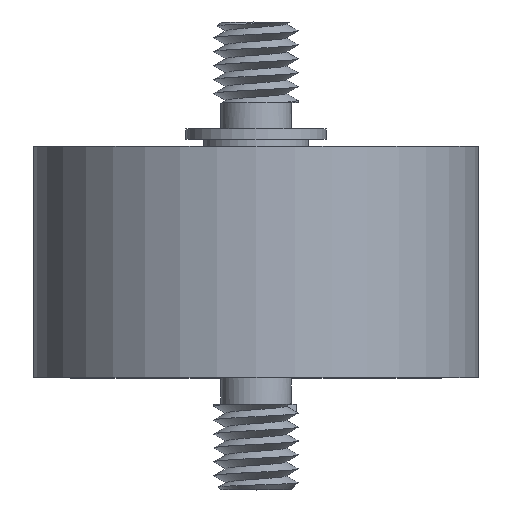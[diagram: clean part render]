
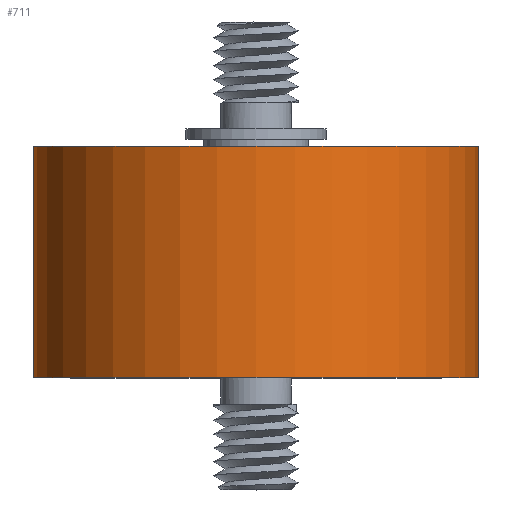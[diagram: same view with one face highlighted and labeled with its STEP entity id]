
A CAD part, top view. The second image highlights one B-rep face of the part: STEP entity #711.
In plain terms, the highlighted cylindrical face has radius 12.7 mm (diameter 25.4 mm), a full revolution.
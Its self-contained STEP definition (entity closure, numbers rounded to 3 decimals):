
#34=FACE_BOUND('',#98,.T.);
#57=FACE_OUTER_BOUND('',#97,.T.);
#97=EDGE_LOOP('',(#528,#529,#530,#531,#532,#533));
#98=EDGE_LOOP('',(#534,#535));
#144=CIRCLE('',#781,12.7);
#145=CIRCLE('',#782,12.7);
#146=CIRCLE('',#783,12.7);
#147=CIRCLE('',#784,12.7);
#187=B_SPLINE_CURVE_WITH_KNOTS('',3,(#1776,#1777,#1778,#1779,#1780,#1781,
#1782,#1783,#1784,#1785,#1786,#1787,#1788,#1789,#1790,#1791,#1792,#1793,
#1794,#1795,#1796,#1797,#1798,#1799,#1800,#1801),.UNSPECIFIED.,.F.,.F.,
(4,2,2,2,2,2,2,2,2,2,2,2,4),(0.762,0.953,1.143,
1.334,1.525,1.716,1.906,2.097,
2.287,2.478,2.668,2.859,3.05),
 .UNSPECIFIED.);
#188=B_SPLINE_CURVE_WITH_KNOTS('',3,(#1803,#1804,#1805,#1806,#1807,#1808,
#1809,#1810,#1811,#1812),.UNSPECIFIED.,.F.,.F.,(4,2,2,2,4),(3.05,
3.24,3.431,3.622,3.812),
 .UNSPECIFIED.);
#216=LINE('',#1829,#253);
#253=VECTOR('',#906,12.7);
#310=VERTEX_POINT('',#1774);
#311=VERTEX_POINT('',#1775);
#316=VERTEX_POINT('',#1824);
#317=VERTEX_POINT('',#1825);
#318=VERTEX_POINT('',#1828);
#319=VERTEX_POINT('',#1830);
#397=EDGE_CURVE('',#310,#311,#187,.T.);
#399=EDGE_CURVE('',#311,#310,#188,.T.);
#405=EDGE_CURVE('',#316,#317,#144,.T.);
#406=EDGE_CURVE('',#317,#316,#145,.T.);
#407=EDGE_CURVE('',#317,#318,#216,.T.);
#408=EDGE_CURVE('',#318,#319,#146,.T.);
#409=EDGE_CURVE('',#319,#318,#147,.T.);
#528=ORIENTED_EDGE('',*,*,#405,.F.);
#529=ORIENTED_EDGE('',*,*,#406,.F.);
#530=ORIENTED_EDGE('',*,*,#407,.T.);
#531=ORIENTED_EDGE('',*,*,#408,.T.);
#532=ORIENTED_EDGE('',*,*,#409,.T.);
#533=ORIENTED_EDGE('',*,*,#407,.F.);
#534=ORIENTED_EDGE('',*,*,#397,.F.);
#535=ORIENTED_EDGE('',*,*,#399,.F.);
#690=CYLINDRICAL_SURFACE('',#780,12.7);
#711=ADVANCED_FACE('',(#57,#34),#690,.T.);
#780=AXIS2_PLACEMENT_3D('',#1823,#900,#901);
#781=AXIS2_PLACEMENT_3D('',#1826,#902,#903);
#782=AXIS2_PLACEMENT_3D('',#1827,#904,#905);
#783=AXIS2_PLACEMENT_3D('',#1831,#907,#908);
#784=AXIS2_PLACEMENT_3D('',#1832,#909,#910);
#900=DIRECTION('center_axis',(0.,-1.,0.));
#901=DIRECTION('ref_axis',(0.,0.,-1.));
#902=DIRECTION('center_axis',(0.,-1.,0.));
#903=DIRECTION('ref_axis',(0.,0.,-1.));
#904=DIRECTION('center_axis',(0.,-1.,0.));
#905=DIRECTION('ref_axis',(0.,0.,-1.));
#906=DIRECTION('',(0.,1.,0.));
#907=DIRECTION('center_axis',(0.,-1.,0.));
#908=DIRECTION('ref_axis',(0.,0.,-1.));
#909=DIRECTION('center_axis',(0.,-1.,0.));
#910=DIRECTION('ref_axis',(0.,0.,-1.));
#1774=CARTESIAN_POINT('',(0.,18.,-12.7));
#1775=CARTESIAN_POINT('',(-5.,13.,-11.674));
#1776=CARTESIAN_POINT('Ctrl Pts',(0.,18.,-12.7));
#1777=CARTESIAN_POINT('Ctrl Pts',(0.635,18.,-12.7));
#1778=CARTESIAN_POINT('Ctrl Pts',(1.308,17.872,-12.648));
#1779=CARTESIAN_POINT('Ctrl Pts',(2.538,17.359,-12.459));
#1780=CARTESIAN_POINT('Ctrl Pts',(3.096,16.975,-12.325));
#1781=CARTESIAN_POINT('Ctrl Pts',(3.976,16.095,-12.07));
#1782=CARTESIAN_POINT('Ctrl Pts',(4.359,15.538,-11.932));
#1783=CARTESIAN_POINT('Ctrl Pts',(4.872,14.308,-11.732));
#1784=CARTESIAN_POINT('Ctrl Pts',(5.,13.636,-11.674));
#1785=CARTESIAN_POINT('Ctrl Pts',(5.,12.364,-11.674));
#1786=CARTESIAN_POINT('Ctrl Pts',(4.872,11.692,-11.732));
#1787=CARTESIAN_POINT('Ctrl Pts',(4.359,10.462,-11.932));
#1788=CARTESIAN_POINT('Ctrl Pts',(3.976,9.905,-12.07));
#1789=CARTESIAN_POINT('Ctrl Pts',(3.096,9.025,-12.325));
#1790=CARTESIAN_POINT('Ctrl Pts',(2.538,8.641,-12.459));
#1791=CARTESIAN_POINT('Ctrl Pts',(1.308,8.128,-12.648));
#1792=CARTESIAN_POINT('Ctrl Pts',(0.635,8.,-12.7));
#1793=CARTESIAN_POINT('Ctrl Pts',(-0.635,8.,-12.7));
#1794=CARTESIAN_POINT('Ctrl Pts',(-1.308,8.128,-12.648));
#1795=CARTESIAN_POINT('Ctrl Pts',(-2.538,8.641,-12.459));
#1796=CARTESIAN_POINT('Ctrl Pts',(-3.096,9.025,-12.325));
#1797=CARTESIAN_POINT('Ctrl Pts',(-3.976,9.905,-12.07));
#1798=CARTESIAN_POINT('Ctrl Pts',(-4.359,10.462,-11.932));
#1799=CARTESIAN_POINT('Ctrl Pts',(-4.872,11.692,-11.732));
#1800=CARTESIAN_POINT('Ctrl Pts',(-5.,12.364,-11.674));
#1801=CARTESIAN_POINT('Ctrl Pts',(-5.,13.,-11.674));
#1803=CARTESIAN_POINT('Ctrl Pts',(-5.,13.,-11.674));
#1804=CARTESIAN_POINT('Ctrl Pts',(-5.,13.636,-11.674));
#1805=CARTESIAN_POINT('Ctrl Pts',(-4.872,14.308,-11.732));
#1806=CARTESIAN_POINT('Ctrl Pts',(-4.359,15.538,-11.932));
#1807=CARTESIAN_POINT('Ctrl Pts',(-3.976,16.095,-12.07));
#1808=CARTESIAN_POINT('Ctrl Pts',(-3.096,16.975,-12.325));
#1809=CARTESIAN_POINT('Ctrl Pts',(-2.538,17.359,-12.459));
#1810=CARTESIAN_POINT('Ctrl Pts',(-1.308,17.872,-12.648));
#1811=CARTESIAN_POINT('Ctrl Pts',(-0.635,18.,-12.7));
#1812=CARTESIAN_POINT('Ctrl Pts',(0.,18.,-12.7));
#1823=CARTESIAN_POINT('Origin',(0.,0.,0.));
#1824=CARTESIAN_POINT('',(0.,6.4,-12.7));
#1825=CARTESIAN_POINT('',(0.,6.4,12.7));
#1826=CARTESIAN_POINT('Origin',(0.,6.4,0.));
#1827=CARTESIAN_POINT('Origin',(0.,6.4,0.));
#1828=CARTESIAN_POINT('',(0.,19.6,12.7));
#1829=CARTESIAN_POINT('',(0.,0.,12.7));
#1830=CARTESIAN_POINT('',(0.,19.6,-12.7));
#1831=CARTESIAN_POINT('Origin',(0.,19.6,0.));
#1832=CARTESIAN_POINT('Origin',(0.,19.6,0.));
